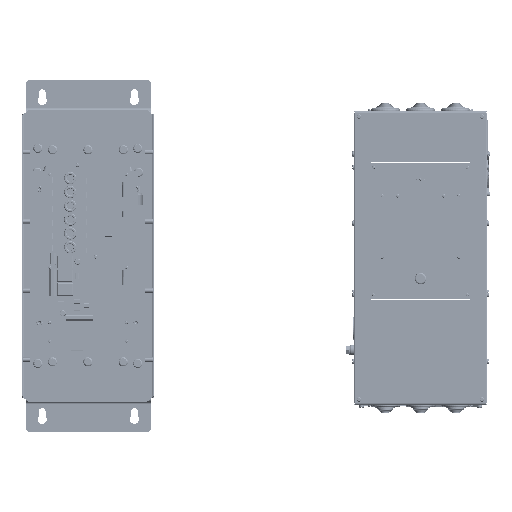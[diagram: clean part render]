
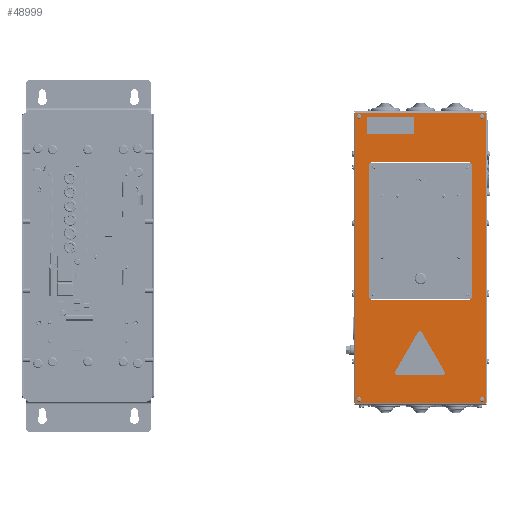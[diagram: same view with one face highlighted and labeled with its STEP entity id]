
A CAD part, top view. The second image highlights one B-rep face of the part: STEP entity #48999.
In plain terms, the highlighted planar face has unit normal (0, -0.003, 1).
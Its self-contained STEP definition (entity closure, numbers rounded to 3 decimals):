
#48999=ADVANCED_FACE('',(#123524,#123526,#123528,#123530,#123532,#123534),#123536,
.T.);
#123524=FACE_BOUND('',#123525,.T.);
#123525=EDGE_LOOP('',(#174531,#174532,#174533,#174534));
#123526=FACE_BOUND('',#123527,.T.);
#123527=EDGE_LOOP('',(#174535,#174536,#174537,#174538,#174539,#174540,#174541,#174542));
#123528=FACE_BOUND('',#123529,.T.);
#123529=EDGE_LOOP('',(#174543));
#123530=FACE_BOUND('',#123531,.T.);
#123531=EDGE_LOOP('',(#174544));
#123532=FACE_BOUND('',#123533,.T.);
#123533=EDGE_LOOP('',(#174545));
#123534=FACE_BOUND('',#123535,.T.);
#123535=EDGE_LOOP('',(#174546));
#123536=PLANE('',#123537);
#123537=AXIS2_PLACEMENT_3D('',#123538,#123539,#123540);
#123538=CARTESIAN_POINT('',(141.503,240.275,278.235));
#123539=DIRECTION('',(0.,-0.003,1.));
#123540=DIRECTION('',(1.,0.,0.));
#174531=ORIENTED_EDGE('',*,*,#238292,.T.);
#174532=ORIENTED_EDGE('',*,*,#238309,.T.);
#174533=ORIENTED_EDGE('',*,*,#238326,.T.);
#174534=ORIENTED_EDGE('',*,*,#238343,.T.);
#174535=ORIENTED_EDGE('',*,*,#237532,.T.);
#174536=ORIENTED_EDGE('',*,*,#237709,.T.);
#174537=ORIENTED_EDGE('',*,*,#237687,.T.);
#174538=ORIENTED_EDGE('',*,*,#237659,.T.);
#174539=ORIENTED_EDGE('',*,*,#237637,.T.);
#174540=ORIENTED_EDGE('',*,*,#237615,.T.);
#174541=ORIENTED_EDGE('',*,*,#237593,.T.);
#174542=ORIENTED_EDGE('',*,*,#237565,.T.);
#174543=ORIENTED_EDGE('',*,*,#237515,.T.);
#174544=ORIENTED_EDGE('',*,*,#237498,.T.);
#174545=ORIENTED_EDGE('',*,*,#237487,.T.);
#174546=ORIENTED_EDGE('',*,*,#237476,.T.);
#237476=EDGE_CURVE('',#404679,#404679,#404690,.F.);
#237487=EDGE_CURVE('',#404691,#404691,#404702,.F.);
#237498=EDGE_CURVE('',#404703,#404703,#404714,.F.);
#237515=EDGE_CURVE('',#404715,#404715,#404726,.F.);
#237532=EDGE_CURVE('',#404727,#404738,#404749,.F.);
#237565=EDGE_CURVE('',#404752,#404727,#404763,.F.);
#237593=EDGE_CURVE('',#404765,#404752,#404776,.F.);
#237615=EDGE_CURVE('',#404778,#404765,#404789,.F.);
#237637=EDGE_CURVE('',#404791,#404778,#404802,.F.);
#237659=EDGE_CURVE('',#404804,#404791,#404815,.F.);
#237687=EDGE_CURVE('',#404817,#404804,#404828,.F.);
#237709=EDGE_CURVE('',#404738,#404817,#404830,.F.);
#238292=EDGE_CURVE('',#404880,#404916,#405179,.T.);
#238309=EDGE_CURVE('',#404916,#405066,#405180,.T.);
#238326=EDGE_CURVE('',#405066,#404992,#405181,.T.);
#238343=EDGE_CURVE('',#404992,#404880,#405182,.T.);
#404679=VERTEX_POINT('',#528836);
#404690=CIRCLE('',#528837,2.5);
#404691=VERTEX_POINT('',#528841);
#404702=CIRCLE('',#528842,2.5);
#404703=VERTEX_POINT('',#528846);
#404714=CIRCLE('',#528847,2.5);
#404715=VERTEX_POINT('',#528851);
#404726=CIRCLE('',#528852,2.5);
#404727=VERTEX_POINT('',#528856);
#404738=VERTEX_POINT('',#528857);
#404749=CIRCLE('',#528858,5.);
#404752=VERTEX_POINT('',#528868);
#404763=LINE('',#528869,#528870);
#404765=VERTEX_POINT('',#528875);
#404776=CIRCLE('',#528876,5.);
#404778=VERTEX_POINT('',#528883);
#404789=LINE('',#528884,#528885);
#404791=VERTEX_POINT('',#528890);
#404802=CIRCLE('',#528891,5.);
#404804=VERTEX_POINT('',#528898);
#404815=LINE('',#528899,#528900);
#404817=VERTEX_POINT('',#528905);
#404828=CIRCLE('',#528906,5.);
#404830=LINE('',#528913,#528914);
#404880=VERTEX_POINT('',#528935);
#404916=VERTEX_POINT('',#528948);
#404992=VERTEX_POINT('',#528986);
#405066=VERTEX_POINT('',#529017);
#405179=LINE('',#529072,#529073);
#405180=LINE('',#529075,#529076);
#405181=LINE('',#529078,#529079);
#405182=LINE('',#529081,#529082);
#528836=CARTESIAN_POINT('',(311.003,233.275,278.214));
#528837=AXIS2_PLACEMENT_3D('',#528838,#528839,#528840);
#528838=CARTESIAN_POINT('',(308.503,233.275,278.214));
#528839=DIRECTION('',(0.,-0.003,1.));
#528840=DIRECTION('',(1.,0.,0.));
#528841=CARTESIAN_POINT('',(151.003,233.275,278.214));
#528842=AXIS2_PLACEMENT_3D('',#528843,#528844,#528845);
#528843=CARTESIAN_POINT('',(148.503,233.275,278.214));
#528844=DIRECTION('',(0.,-0.003,1.));
#528845=DIRECTION('',(1.,0.,0.));
#528846=CARTESIAN_POINT('',(311.003,-134.724,277.1));
#528847=AXIS2_PLACEMENT_3D('',#528848,#528849,#528850);
#528848=CARTESIAN_POINT('',(308.503,-134.724,277.1));
#528849=DIRECTION('',(0.,-0.003,1.));
#528850=DIRECTION('',(1.,0.,0.));
#528851=CARTESIAN_POINT('',(151.003,-134.724,277.1));
#528852=AXIS2_PLACEMENT_3D('',#528853,#528854,#528855);
#528853=CARTESIAN_POINT('',(148.503,-134.724,277.1));
#528854=DIRECTION('',(0.,-0.003,1.));
#528855=DIRECTION('',(1.,0.,0.));
#528856=CARTESIAN_POINT('',(296.003,-0.224,277.507));
#528857=CARTESIAN_POINT('',(291.003,-5.224,277.492));
#528858=AXIS2_PLACEMENT_3D('',#528859,#528860,#528861);
#528859=CARTESIAN_POINT('',(291.003,-0.224,277.507));
#528860=DIRECTION('',(0.,-0.003,1.));
#528861=DIRECTION('',(0.,-1.,-0.003));
#528868=CARTESIAN_POINT('',(296.003,168.775,278.019));
#528869=CARTESIAN_POINT('',(296.003,-0.224,277.507));
#528870=VECTOR('',#528871,1.);
#528871=DIRECTION('',(0.,1.,0.003));
#528875=CARTESIAN_POINT('',(291.003,173.775,278.034));
#528876=AXIS2_PLACEMENT_3D('',#528877,#528878,#528879);
#528877=CARTESIAN_POINT('',(291.003,168.775,278.019));
#528878=DIRECTION('',(0.,-0.003,1.));
#528879=DIRECTION('',(1.,0.,0.));
#528883=CARTESIAN_POINT('',(166.003,173.775,278.034));
#528884=CARTESIAN_POINT('',(291.003,173.775,278.034));
#528885=VECTOR('',#528886,1.);
#528886=DIRECTION('',(-1.,0.,0.));
#528890=CARTESIAN_POINT('',(161.003,168.775,278.019));
#528891=AXIS2_PLACEMENT_3D('',#528892,#528893,#528894);
#528892=CARTESIAN_POINT('',(166.003,168.775,278.019));
#528893=DIRECTION('',(0.,-0.003,1.));
#528894=DIRECTION('',(0.,1.,0.003));
#528898=CARTESIAN_POINT('',(161.003,-0.224,277.507));
#528899=CARTESIAN_POINT('',(161.003,168.775,278.019));
#528900=VECTOR('',#528901,1.);
#528901=DIRECTION('',(0.,-1.,-0.003));
#528905=CARTESIAN_POINT('',(166.003,-5.224,277.492));
#528906=AXIS2_PLACEMENT_3D('',#528907,#528908,#528909);
#528907=CARTESIAN_POINT('',(166.003,-0.224,277.507));
#528908=DIRECTION('',(0.,-0.003,1.));
#528909=DIRECTION('',(-1.,0.,0.));
#528913=CARTESIAN_POINT('',(166.003,-5.224,277.492));
#528914=VECTOR('',#528915,1.);
#528915=DIRECTION('',(1.,0.,0.));
#528935=CARTESIAN_POINT('',(313.203,-139.424,277.086));
#528948=CARTESIAN_POINT('',(313.203,237.975,278.228));
#528986=CARTESIAN_POINT('',(143.803,-139.424,277.086));
#529017=CARTESIAN_POINT('',(143.803,237.975,278.228));
#529072=CARTESIAN_POINT('',(313.203,-139.424,277.086));
#529073=VECTOR('',#529074,1.);
#529074=DIRECTION('',(0.,1.,0.003));
#529075=CARTESIAN_POINT('',(313.203,237.975,278.228));
#529076=VECTOR('',#529077,1.);
#529077=DIRECTION('',(-1.,0.,0.));
#529078=CARTESIAN_POINT('',(143.803,237.975,278.228));
#529079=VECTOR('',#529080,1.);
#529080=DIRECTION('',(0.,-1.,-0.003));
#529081=CARTESIAN_POINT('',(143.803,-139.424,277.086));
#529082=VECTOR('',#529083,1.);
#529083=DIRECTION('',(1.,0.,0.));
